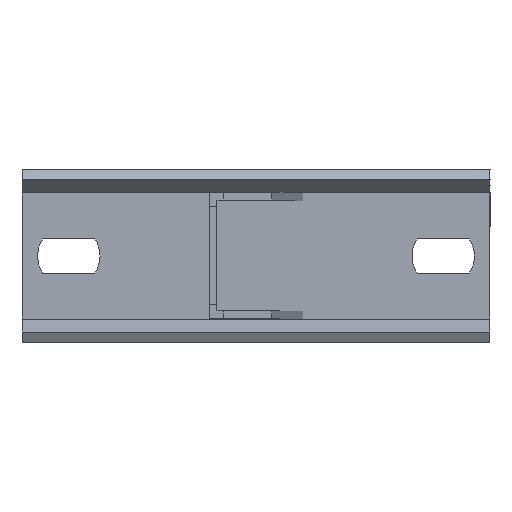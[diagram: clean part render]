
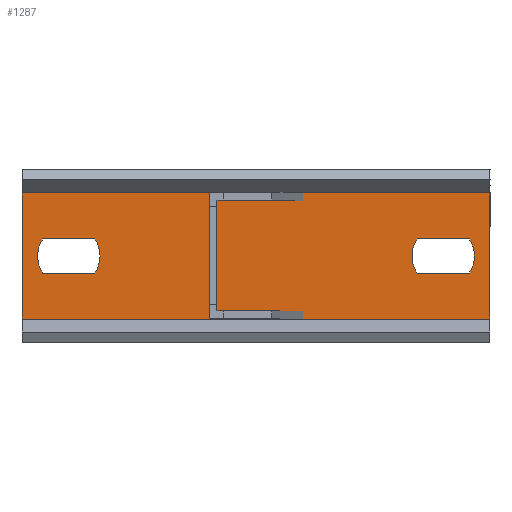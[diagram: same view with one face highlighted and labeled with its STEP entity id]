
A CAD part, top view. The second image highlights one B-rep face of the part: STEP entity #1287.
In plain terms, the highlighted planar face has unit normal (0, 0, 1).
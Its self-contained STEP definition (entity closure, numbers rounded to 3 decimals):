
#3 = VERTEX_POINT ( 'NONE', #126 ) ;
#5 = VECTOR ( 'NONE', #1723, 1000. ) ;
#25 = LINE ( 'NONE', #341, #997 ) ;
#30 = ORIENTED_EDGE ( 'NONE', *, *, #776, .F. ) ;
#41 = CARTESIAN_POINT ( 'NONE',  ( -75., 18.811, 0. ) ) ;
#63 = EDGE_CURVE ( 'NONE', #822, #639, #524, .T. ) ;
#66 = VECTOR ( 'NONE', #209, 1000. ) ;
#75 = ORIENTED_EDGE ( 'NONE', *, *, #1744, .F. ) ;
#76 = CARTESIAN_POINT ( 'NONE',  ( -51.648, 5.5, 0. ) ) ;
#82 = CARTESIAN_POINT ( 'NONE',  ( 75., 0., 0. ) ) ;
#103 = ORIENTED_EDGE ( 'NONE', *, *, #548, .T. ) ;
#125 = DIRECTION ( 'NONE',  ( 0., 0., -1. ) ) ;
#126 = CARTESIAN_POINT ( 'NONE',  ( -75., -18.811, 0. ) ) ;
#149 = VECTOR ( 'NONE', #1151, 1000. ) ;
#151 = CARTESIAN_POINT ( 'NONE',  ( 51.648, -5.5, 0. ) ) ;
#155 = ORIENTED_EDGE ( 'NONE', *, *, #1450, .F. ) ;
#162 = EDGE_CURVE ( 'NONE', #639, #1685, #789, .T. ) ;
#171 = EDGE_LOOP ( 'NONE', ( #215, #103, #352, #1670, #1826, #185, #1289, #1167 ) ) ;
#176 = ORIENTED_EDGE ( 'NONE', *, *, #556, .F. ) ;
#185 = ORIENTED_EDGE ( 'NONE', *, *, #930, .T. ) ;
#209 = DIRECTION ( 'NONE',  ( 1., 0., 0. ) ) ;
#215 = ORIENTED_EDGE ( 'NONE', *, *, #1022, .T. ) ;
#253 = VERTEX_POINT ( 'NONE', #690 ) ;
#256 = DIRECTION ( 'NONE',  ( -1., 0., 0. ) ) ;
#278 = AXIS2_PLACEMENT_3D ( 'NONE', #700, #125, #689 ) ;
#309 = FACE_BOUND ( 'NONE', #1442, .T. ) ;
#340 = DIRECTION ( 'NONE',  ( 0., -1., 0. ) ) ;
#341 = CARTESIAN_POINT ( 'NONE',  ( -75., 0., 0. ) ) ;
#346 = VERTEX_POINT ( 'NONE', #1123 ) ;
#352 = ORIENTED_EDGE ( 'NONE', *, *, #595, .F. ) ;
#368 = VERTEX_POINT ( 'NONE', #1363 ) ;
#393 = CARTESIAN_POINT ( 'NONE',  ( 51.648, -5.5, 0. ) ) ;
#410 = LINE ( 'NONE', #1500, #1128 ) ;
#429 = VERTEX_POINT ( 'NONE', #1544 ) ;
#460 = VERTEX_POINT ( 'NONE', #817 ) ;
#475 = VERTEX_POINT ( 'NONE', #1815 ) ;
#480 = DIRECTION ( 'NONE',  ( 0., 1., 0. ) ) ;
#484 = DIRECTION ( 'NONE',  ( -1., 0., 0. ) ) ;
#487 = CARTESIAN_POINT ( 'NONE',  ( -68.352, -5.5, 0. ) ) ;
#490 = LINE ( 'NONE', #1331, #1000 ) ;
#498 = CARTESIAN_POINT ( 'NONE',  ( -50., 0., 0. ) ) ;
#524 = LINE ( 'NONE', #151, #149 ) ;
#530 = CARTESIAN_POINT ( 'NONE',  ( -60., 0., 0. ) ) ;
#547 = DIRECTION ( 'NONE',  ( 0., 0., 1. ) ) ;
#548 = EDGE_CURVE ( 'NONE', #3, #253, #565, .T. ) ;
#556 = EDGE_CURVE ( 'NONE', #729, #1108, #1352, .T. ) ;
#558 = PLANE ( 'NONE',  #278 ) ;
#565 = LINE ( 'NONE', #1714, #830 ) ;
#589 = DIRECTION ( 'NONE',  ( -1., 0., 0. ) ) ;
#595 = EDGE_CURVE ( 'NONE', #460, #253, #1315, .T. ) ;
#617 = CARTESIAN_POINT ( 'NONE',  ( 68.352, -5.5, 0. ) ) ;
#627 = EDGE_CURVE ( 'NONE', #865, #1227, #25, .T. ) ;
#639 = VERTEX_POINT ( 'NONE', #617 ) ;
#649 = AXIS2_PLACEMENT_3D ( 'NONE', #1844, #1701, #976 ) ;
#655 = VERTEX_POINT ( 'NONE', #1656 ) ;
#675 = EDGE_CURVE ( 'NONE', #1725, #822, #1699, .T. ) ;
#677 = CARTESIAN_POINT ( 'NONE',  ( 60., 0., 0. ) ) ;
#678 = AXIS2_PLACEMENT_3D ( 'NONE', #677, #823, #1687 ) ;
#680 = CARTESIAN_POINT ( 'NONE',  ( 75., 20., 0. ) ) ;
#689 = DIRECTION ( 'NONE',  ( -1., 0., 0. ) ) ;
#690 = CARTESIAN_POINT ( 'NONE',  ( -75., -20.255, 0. ) ) ;
#700 = CARTESIAN_POINT ( 'NONE',  ( 95., 0., 0. ) ) ;
#707 = EDGE_CURVE ( 'NONE', #1386, #825, #938, .T. ) ;
#711 = LINE ( 'NONE', #680, #5 ) ;
#729 = VERTEX_POINT ( 'NONE', #498 ) ;
#776 = EDGE_CURVE ( 'NONE', #368, #1386, #1803, .T. ) ;
#781 = VECTOR ( 'NONE', #906, 1000. ) ;
#789 = CIRCLE ( 'NONE', #871, 10. ) ;
#800 = CARTESIAN_POINT ( 'NONE',  ( -68.352, 5.5, 0. ) ) ;
#817 = CARTESIAN_POINT ( 'NONE',  ( 75., -20.255, 0. ) ) ;
#822 = VERTEX_POINT ( 'NONE', #393 ) ;
#823 = DIRECTION ( 'NONE',  ( 0., 0., 1. ) ) ;
#825 = VERTEX_POINT ( 'NONE', #1583 ) ;
#830 = VECTOR ( 'NONE', #1126, 1000. ) ;
#834 = CARTESIAN_POINT ( 'NONE',  ( 95., -20.255, 0. ) ) ;
#853 = DIRECTION ( 'NONE',  ( -1., 0., 0. ) ) ;
#865 = VERTEX_POINT ( 'NONE', #41 ) ;
#869 = FACE_OUTER_BOUND ( 'NONE', #171, .T. ) ;
#871 = AXIS2_PLACEMENT_3D ( 'NONE', #881, #1169, #589 ) ;
#881 = CARTESIAN_POINT ( 'NONE',  ( 60., 0., 0. ) ) ;
#890 = LINE ( 'NONE', #82, #931 ) ;
#897 = ORIENTED_EDGE ( 'NONE', *, *, #675, .F. ) ;
#906 = DIRECTION ( 'NONE',  ( -1., 0., 0. ) ) ;
#930 = EDGE_CURVE ( 'NONE', #655, #429, #490, .T. ) ;
#931 = VECTOR ( 'NONE', #340, 1000. ) ;
#938 = LINE ( 'NONE', #1649, #66 ) ;
#944 = DIRECTION ( 'NONE',  ( -1., 0., 0. ) ) ;
#947 = CARTESIAN_POINT ( 'NONE',  ( 95., 20.255, 0. ) ) ;
#976 = DIRECTION ( 'NONE',  ( 1., 0., 0. ) ) ;
#989 = LINE ( 'NONE', #947, #1346 ) ;
#997 = VECTOR ( 'NONE', #1347, 1000. ) ;
#1000 = VECTOR ( 'NONE', #480, 1000. ) ;
#1019 = ORIENTED_EDGE ( 'NONE', *, *, #63, .F. ) ;
#1022 = EDGE_CURVE ( 'NONE', #865, #3, #410, .T. ) ;
#1044 = VECTOR ( 'NONE', #853, 1000. ) ;
#1046 = ORIENTED_EDGE ( 'NONE', *, *, #162, .F. ) ;
#1063 = CARTESIAN_POINT ( 'NONE',  ( 60., 0., 0. ) ) ;
#1069 = CIRCLE ( 'NONE', #678, 10. ) ;
#1097 = FACE_BOUND ( 'NONE', #1491, .T. ) ;
#1108 = VERTEX_POINT ( 'NONE', #76 ) ;
#1123 = CARTESIAN_POINT ( 'NONE',  ( 68.352, 5.5, 0. ) ) ;
#1126 = DIRECTION ( 'NONE',  ( 0., -1., 0. ) ) ;
#1128 = VECTOR ( 'NONE', #1793, 1000. ) ;
#1139 = CARTESIAN_POINT ( 'NONE',  ( 51.648, 5.5, 0. ) ) ;
#1151 = DIRECTION ( 'NONE',  ( 1., 0., 0. ) ) ;
#1159 = EDGE_CURVE ( 'NONE', #1685, #346, #1069, .T. ) ;
#1166 = AXIS2_PLACEMENT_3D ( 'NONE', #1063, #1796, #484 ) ;
#1167 = ORIENTED_EDGE ( 'NONE', *, *, #627, .F. ) ;
#1169 = DIRECTION ( 'NONE',  ( 0., 0., 1. ) ) ;
#1184 = AXIS2_PLACEMENT_3D ( 'NONE', #1420, #547, #1282 ) ;
#1187 = LINE ( 'NONE', #800, #1459 ) ;
#1216 = EDGE_CURVE ( 'NONE', #429, #1227, #989, .T. ) ;
#1227 = VERTEX_POINT ( 'NONE', #1408 ) ;
#1256 = DIRECTION ( 'NONE',  ( 0., 0., 1. ) ) ;
#1269 = AXIS2_PLACEMENT_3D ( 'NONE', #530, #1256, #1409 ) ;
#1282 = DIRECTION ( 'NONE',  ( 1., 0., 0. ) ) ;
#1287 = ADVANCED_FACE ( 'NONE', ( #1097, #309, #869 ), #558, .F. ) ;
#1289 = ORIENTED_EDGE ( 'NONE', *, *, #1216, .T. ) ;
#1315 = LINE ( 'NONE', #834, #781 ) ;
#1331 = CARTESIAN_POINT ( 'NONE',  ( 75., 18.811, 0. ) ) ;
#1346 = VECTOR ( 'NONE', #256, 1000. ) ;
#1347 = DIRECTION ( 'NONE',  ( 0., 1., 0. ) ) ;
#1352 = CIRCLE ( 'NONE', #1184, 10. ) ;
#1363 = CARTESIAN_POINT ( 'NONE',  ( -68.352, 5.5, 0. ) ) ;
#1378 = CIRCLE ( 'NONE', #649, 10. ) ;
#1386 = VERTEX_POINT ( 'NONE', #487 ) ;
#1408 = CARTESIAN_POINT ( 'NONE',  ( -75., 20.255, 0. ) ) ;
#1409 = DIRECTION ( 'NONE',  ( 1., 0., 0. ) ) ;
#1413 = ORIENTED_EDGE ( 'NONE', *, *, #1159, .F. ) ;
#1420 = CARTESIAN_POINT ( 'NONE',  ( -60., 0., 0. ) ) ;
#1430 = CARTESIAN_POINT ( 'NONE',  ( 68.352, 5.5, 0. ) ) ;
#1441 = LINE ( 'NONE', #1430, #1044 ) ;
#1442 = EDGE_LOOP ( 'NONE', ( #1019, #897, #75, #1413, #1046 ) ) ;
#1450 = EDGE_CURVE ( 'NONE', #1108, #368, #1187, .T. ) ;
#1459 = VECTOR ( 'NONE', #944, 1000. ) ;
#1491 = EDGE_LOOP ( 'NONE', ( #155, #176, #1750, #1518, #30 ) ) ;
#1500 = CARTESIAN_POINT ( 'NONE',  ( -75., -20., 0. ) ) ;
#1518 = ORIENTED_EDGE ( 'NONE', *, *, #707, .F. ) ;
#1544 = CARTESIAN_POINT ( 'NONE',  ( 75., 20.255, 0. ) ) ;
#1567 = EDGE_CURVE ( 'NONE', #475, #460, #890, .T. ) ;
#1583 = CARTESIAN_POINT ( 'NONE',  ( -51.648, -5.5, 0. ) ) ;
#1649 = CARTESIAN_POINT ( 'NONE',  ( -51.648, -5.5, 0. ) ) ;
#1656 = CARTESIAN_POINT ( 'NONE',  ( 75., 18.811, 0. ) ) ;
#1670 = ORIENTED_EDGE ( 'NONE', *, *, #1567, .F. ) ;
#1683 = EDGE_CURVE ( 'NONE', #825, #729, #1378, .T. ) ;
#1685 = VERTEX_POINT ( 'NONE', #1850 ) ;
#1687 = DIRECTION ( 'NONE',  ( -1., 0., 0. ) ) ;
#1698 = EDGE_CURVE ( 'NONE', #475, #655, #711, .T. ) ;
#1699 = CIRCLE ( 'NONE', #1166, 10. ) ;
#1701 = DIRECTION ( 'NONE',  ( 0., 0., 1. ) ) ;
#1714 = CARTESIAN_POINT ( 'NONE',  ( -75., -18.811, 0. ) ) ;
#1723 = DIRECTION ( 'NONE',  ( 0., 1., 0. ) ) ;
#1725 = VERTEX_POINT ( 'NONE', #1139 ) ;
#1744 = EDGE_CURVE ( 'NONE', #346, #1725, #1441, .T. ) ;
#1750 = ORIENTED_EDGE ( 'NONE', *, *, #1683, .F. ) ;
#1793 = DIRECTION ( 'NONE',  ( 0., -1., 0. ) ) ;
#1796 = DIRECTION ( 'NONE',  ( 0., 0., 1. ) ) ;
#1803 = CIRCLE ( 'NONE', #1269, 10. ) ;
#1815 = CARTESIAN_POINT ( 'NONE',  ( 75., -18.811, 0. ) ) ;
#1826 = ORIENTED_EDGE ( 'NONE', *, *, #1698, .T. ) ;
#1844 = CARTESIAN_POINT ( 'NONE',  ( -60., 0., 0. ) ) ;
#1850 = CARTESIAN_POINT ( 'NONE',  ( 70., 0., 0. ) ) ;
